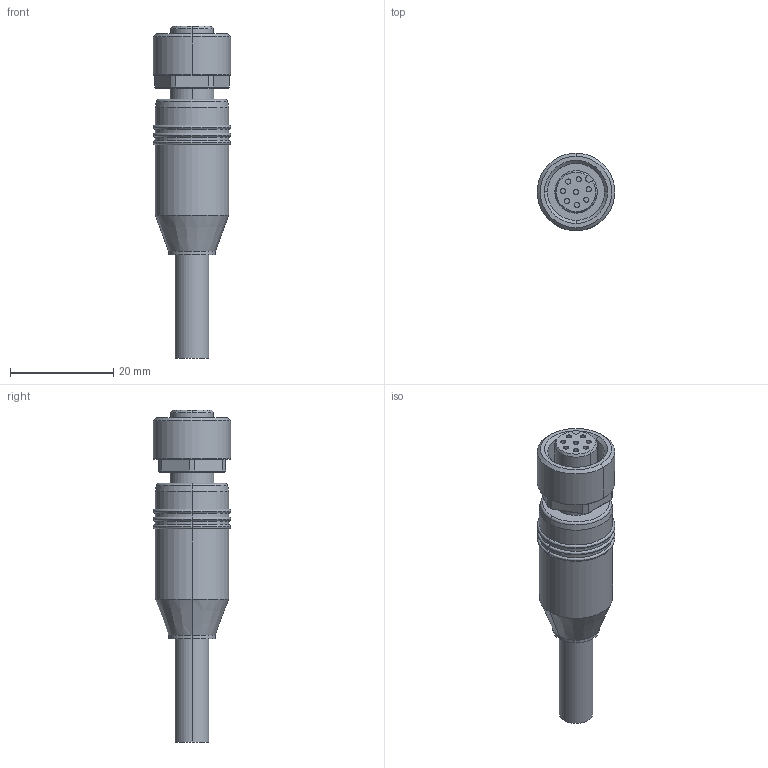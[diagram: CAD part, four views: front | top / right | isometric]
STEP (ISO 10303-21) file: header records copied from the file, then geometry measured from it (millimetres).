
FILE_DESCRIPTION (( 'STEP AP214' ), '1' );
FILE_NAME ('EC-M12F8-LKM8-10.STEP', '2024-10-29T23:44:16', ( '' ), ( '' ), 'SwSTEP 2.0', 'SolidWorks 2021', '' );
FILE_SCHEMA (( 'AUTOMOTIVE_DESIGN' ));
Length unit declared in the file: inch
Products named in the file (1): EC-M12F8-LKM8-10
Bounding box: 15 x 15 x 64.2 mm (x, y, z)
Volume: 6617.6 mm3; surface area: 3393.2 mm2
Topology: 1 solids, 1 shells, 113 faces, 245 edges, 148 vertices
Faces by surface type: cylinder 43, plane 31, cone 20, torus 19
Entity records: 3149 total; most frequent: DIRECTION 603, CARTESIAN_POINT 549, ORIENTED_EDGE 490, AXIS2_PLACEMENT_3D 258, EDGE_CURVE 245, VERTEX_POINT 148, CIRCLE 144, EDGE_LOOP 127
